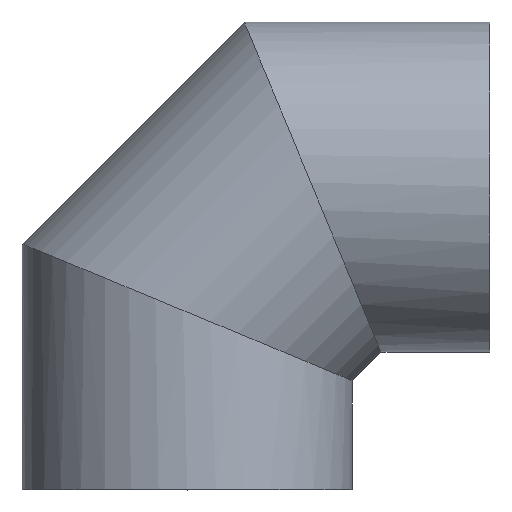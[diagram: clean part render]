
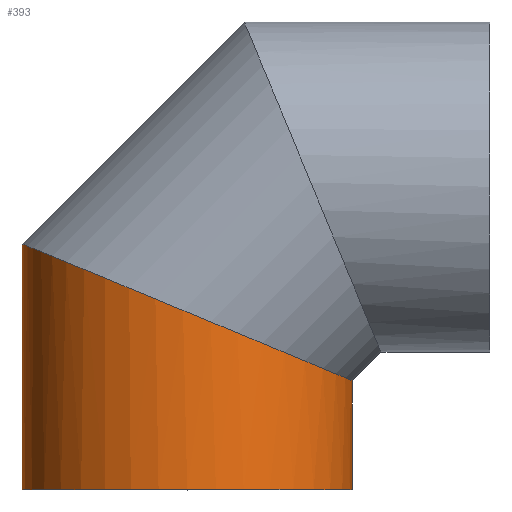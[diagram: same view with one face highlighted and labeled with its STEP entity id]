
A CAD part, top view. The second image highlights one B-rep face of the part: STEP entity #393.
In plain terms, the highlighted cylindrical face has radius 96 mm (diameter 192 mm), a partial arc.
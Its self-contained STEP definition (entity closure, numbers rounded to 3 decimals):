
#2 = DIRECTION ( 'NONE',  ( 0., 0., 1. ) ) ;
#10 = EDGE_CURVE ( 'NONE', #188, #322, #289, .T. ) ;
#17 = DIRECTION ( 'NONE',  ( 0., 1., 0. ) ) ;
#31 = CARTESIAN_POINT ( 'NONE',  ( 0., 0., 0. ) ) ;
#36 = CARTESIAN_POINT ( 'NONE',  ( 0., 0., 0. ) ) ;
#38 =( BOUNDED_CURVE ( )  B_SPLINE_CURVE ( 3, ( #258, #285, #197, #54 ),
 .UNSPECIFIED., .F., .T. ) 
 B_SPLINE_CURVE_WITH_KNOTS ( ( 4, 4 ),
 ( 3.142, 6.283 ),
 .UNSPECIFIED. ) 
 CURVE ( )  GEOMETRIC_REPRESENTATION_ITEM ( )  RATIONAL_B_SPLINE_CURVE ( ( 1., 0.333, 0.333, 1. ) ) 
 REPRESENTATION_ITEM ( '' )  );
#40 = EDGE_CURVE ( 'NONE', #73, #139, #254, .T. ) ;
#41 = DIRECTION ( 'NONE',  ( 0., 1., 0. ) ) ;
#54 = CARTESIAN_POINT ( 'NONE',  ( -96., 142.863, 0. ) ) ;
#60 = VECTOR ( 'NONE', #198, 1000. ) ;
#73 = VERTEX_POINT ( 'NONE', #292 ) ;
#80 = CARTESIAN_POINT ( 'NONE',  ( 96., 0., 0. ) ) ;
#81 = ORIENTED_EDGE ( 'NONE', *, *, #316, .T. ) ;
#127 = CARTESIAN_POINT ( 'NONE',  ( 96., 0., 0. ) ) ;
#139 = VERTEX_POINT ( 'NONE', #207 ) ;
#172 = FACE_OUTER_BOUND ( 'NONE', #290, .T. ) ;
#188 = VERTEX_POINT ( 'NONE', #127 ) ;
#192 = CARTESIAN_POINT ( 'NONE',  ( 96., 63.334, 0. ) ) ;
#197 = CARTESIAN_POINT ( 'NONE',  ( -96., 142.863, 192. ) ) ;
#198 = DIRECTION ( 'NONE',  ( 0., 1., 0. ) ) ;
#207 = CARTESIAN_POINT ( 'NONE',  ( -96., 142.863, 0. ) ) ;
#210 = AXIS2_PLACEMENT_3D ( 'NONE', #31, #235, #364 ) ;
#221 = ORIENTED_EDGE ( 'NONE', *, *, #10, .T. ) ;
#235 = DIRECTION ( 'NONE',  ( 0., 1., 0. ) ) ;
#236 = VECTOR ( 'NONE', #17, 1000. ) ;
#237 = CYLINDRICAL_SURFACE ( 'NONE', #210, 96. ) ;
#254 = LINE ( 'NONE', #350, #60 ) ;
#258 = CARTESIAN_POINT ( 'NONE',  ( 96., 63.334, 0. ) ) ;
#263 = ORIENTED_EDGE ( 'NONE', *, *, #40, .F. ) ;
#264 = EDGE_CURVE ( 'NONE', #73, #188, #395, .T. ) ;
#266 = AXIS2_PLACEMENT_3D ( 'NONE', #36, #41, #2 ) ;
#285 = CARTESIAN_POINT ( 'NONE',  ( 96., 63.334, 192. ) ) ;
#289 = LINE ( 'NONE', #80, #236 ) ;
#290 = EDGE_LOOP ( 'NONE', ( #354, #221, #81, #263 ) ) ;
#292 = CARTESIAN_POINT ( 'NONE',  ( -96., 0., 0. ) ) ;
#316 = EDGE_CURVE ( 'NONE', #322, #139, #38, .T. ) ;
#322 = VERTEX_POINT ( 'NONE', #192 ) ;
#350 = CARTESIAN_POINT ( 'NONE',  ( -96., 0., 0. ) ) ;
#354 = ORIENTED_EDGE ( 'NONE', *, *, #264, .T. ) ;
#364 = DIRECTION ( 'NONE',  ( -1., 0., 0. ) ) ;
#393 = ADVANCED_FACE ( 'NONE', ( #172 ), #237, .T. ) ;
#395 = CIRCLE ( 'NONE', #266, 96. ) ;
